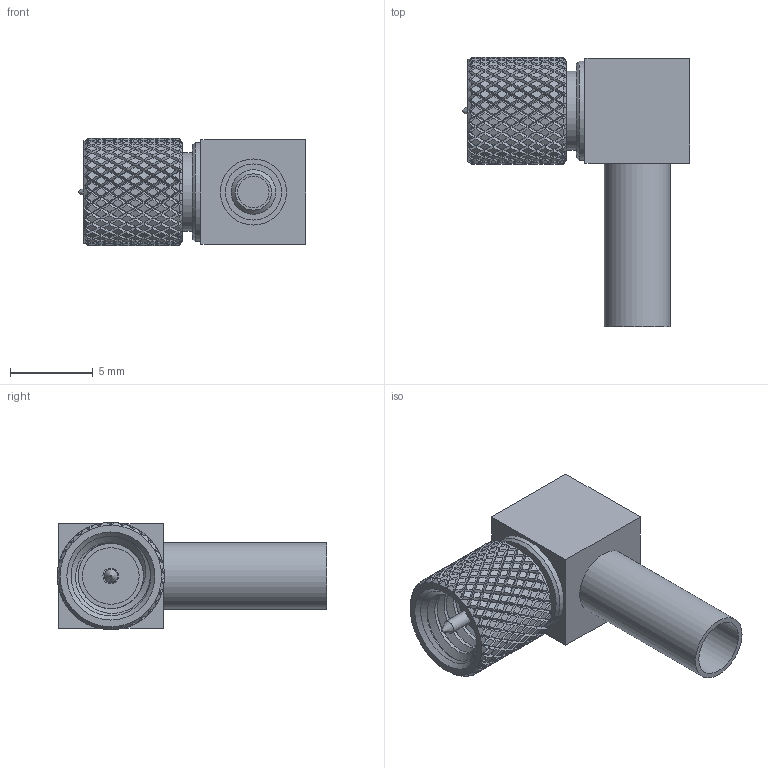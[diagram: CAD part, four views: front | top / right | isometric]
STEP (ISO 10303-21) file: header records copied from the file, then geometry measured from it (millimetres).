
FILE_DESCRIPTION (( 'STEP AP203' ), '1' );
FILE_NAME ('PE44355_3D.step', '2021-10-12T15:10:06', ( '' ), ( '' ), 'SwSTEP 2.0', 'SolidWorks 2021', '' );
FILE_SCHEMA (( 'CONFIG_CONTROL_DESIGN' ));
Products named in the file (1): PE44355_3D
Bounding box: 13.79 x 16.33 x 6.5 mm (x, y, z)
Volume: 469.3 mm3; surface area: 1036.5 mm2
Topology: 3 solids, 3 shells, 1847 faces, 3833 edges, 2004 vertices
Faces by surface type: bspline 1444, cylinder 374, plane 22, cone 7
Full cylindrical faces by diameter (mm): 0.804 x1, 0.965 x1, 1.905 x1, 2.7 x1, 3.4 x1, 3.429 x1, 4 x1, 4.774 x1, 4.98 x2, 5.715 x2, 5.996 x1
Entity records: 76631 total; most frequent: CARTESIAN_POINT 53722, ORIENTED_EDGE 7620, EDGE_CURVE 3810, VERTEX_POINT 2001, EDGE_LOOP 1881, FACE_OUTER_BOUND 1860, ADVANCED_FACE 1847, B_SPLINE_CURVE_WITH_KNOTS 1630
